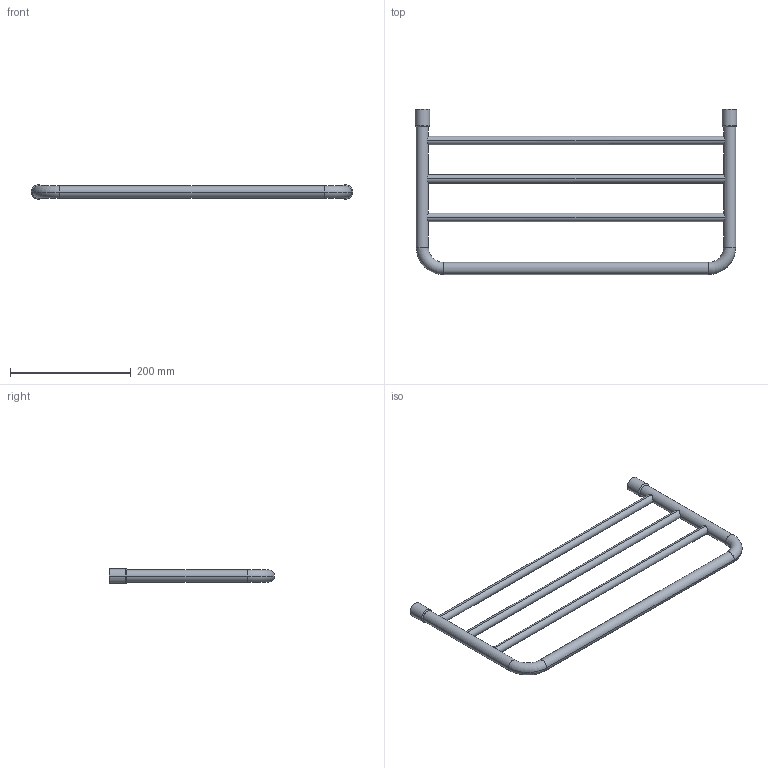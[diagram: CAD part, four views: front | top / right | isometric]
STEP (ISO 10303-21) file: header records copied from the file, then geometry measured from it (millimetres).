
FILE_DESCRIPTION((''),'2;1');
FILE_NAME('XX40-20_WEB','2010-09-22T',('project'),(''),'PRO/ENGINEER BY PARAMETRIC TECHNOLOGY CORPORATION, 2009300','PRO/ENGINEER BY PARAMETRIC TECHNOLOGY CORPORATION, 2009300','');
FILE_SCHEMA(('CONFIG_CONTROL_DESIGN'));
Length unit declared in the file: inch
Products named in the file (1): XX40-20_WEB
Bounding box: 531.99 x 272.9 x 23.99 mm (x, y, z)
Surface area: 128537 mm2 (no closed solid volume)
Topology: 0 solids, 3 shells, 26 faces, 78 edges, 48 vertices
Faces by surface type: cylinder 16, torus 8, plane 2
Entity records: 1115 total; most frequent: CARTESIAN_POINT 393, ORIENTED_EDGE 148, DIRECTION 138, EDGE_CURVE 78, AXIS2_PLACEMENT_3D 58, VERTEX_POINT 48, CIRCLE 32, EDGE_LOOP 26
